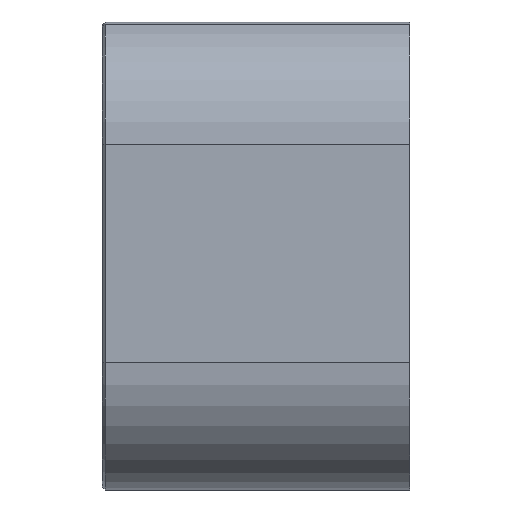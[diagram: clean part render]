
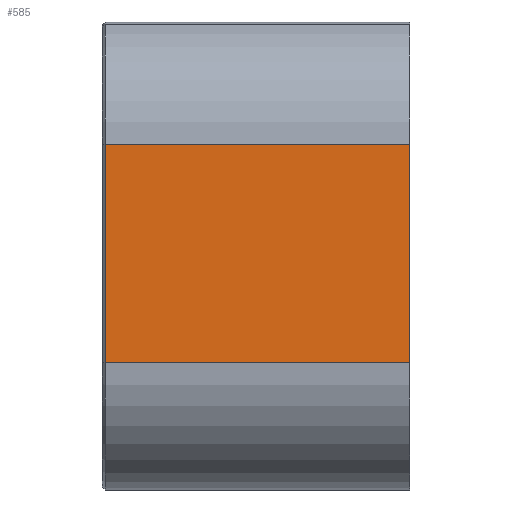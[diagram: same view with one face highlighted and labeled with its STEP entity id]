
A CAD part, front view. The second image highlights one B-rep face of the part: STEP entity #585.
In plain terms, the highlighted planar face has unit normal (0, -1, 0).
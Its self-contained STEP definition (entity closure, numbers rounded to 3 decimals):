
#28=PLANE('',#648);
#67=FACE_OUTER_BOUND('',#104,.T.);
#104=EDGE_LOOP('',(#496,#497,#498,#499));
#128=LINE('',#917,#178);
#151=LINE('',#1000,#201);
#152=LINE('',#1003,#202);
#153=LINE('',#1004,#203);
#178=VECTOR('',#722,10.);
#201=VECTOR('',#803,10.);
#202=VECTOR('',#806,10.);
#203=VECTOR('',#807,10.);
#265=VERTEX_POINT('',#910);
#267=VERTEX_POINT('',#916);
#288=VERTEX_POINT('',#998);
#289=VERTEX_POINT('',#1002);
#324=EDGE_CURVE('',#265,#267,#128,.T.);
#362=EDGE_CURVE('',#288,#265,#151,.T.);
#363=EDGE_CURVE('',#289,#288,#152,.T.);
#364=EDGE_CURVE('',#289,#267,#153,.T.);
#496=ORIENTED_EDGE('',*,*,#324,.F.);
#497=ORIENTED_EDGE('',*,*,#362,.F.);
#498=ORIENTED_EDGE('',*,*,#363,.F.);
#499=ORIENTED_EDGE('',*,*,#364,.T.);
#585=ADVANCED_FACE('',(#67),#28,.T.);
#648=AXIS2_PLACEMENT_3D('',#1001,#804,#805);
#722=DIRECTION('',(0.,0.,1.));
#803=DIRECTION('',(-1.,0.,0.));
#804=DIRECTION('center_axis',(0.,-1.,0.));
#805=DIRECTION('ref_axis',(1.,0.,0.));
#806=DIRECTION('',(0.,0.,-1.));
#807=DIRECTION('',(-1.,0.,0.));
#910=CARTESIAN_POINT('',(-4.148,36.5,-1.));
#916=CARTESIAN_POINT('',(-4.148,36.5,5.));
#917=CARTESIAN_POINT('',(-4.148,36.5,1.25));
#998=CARTESIAN_POINT('',(4.228,36.5,-1.));
#1000=CARTESIAN_POINT('',(-4.614,36.5,-1.));
#1001=CARTESIAN_POINT('Origin',(-4.228,36.5,2.5));
#1002=CARTESIAN_POINT('',(4.228,36.5,5.));
#1003=CARTESIAN_POINT('',(4.228,36.5,-4.));
#1004=CARTESIAN_POINT('',(-4.228,36.5,5.));
